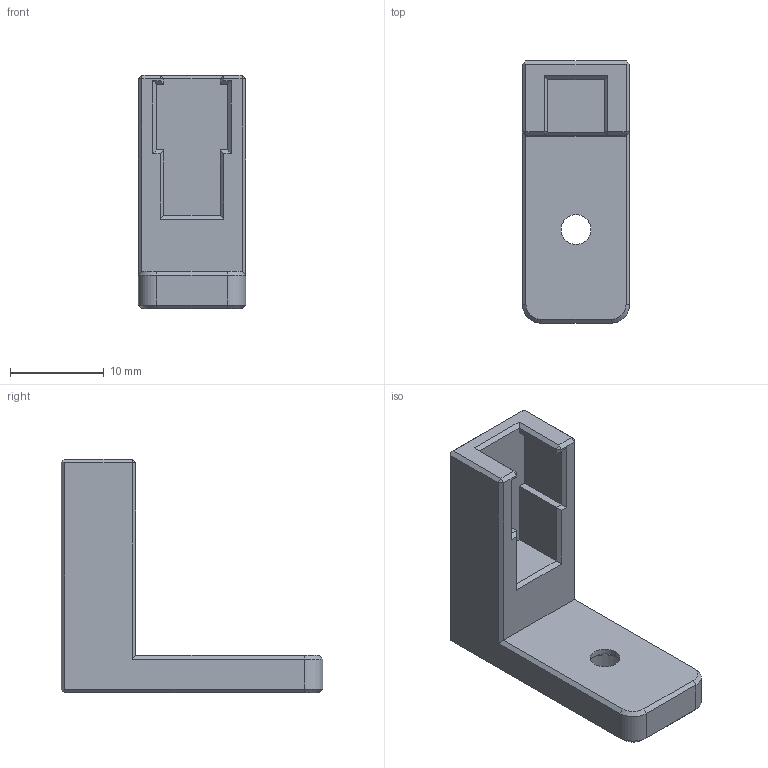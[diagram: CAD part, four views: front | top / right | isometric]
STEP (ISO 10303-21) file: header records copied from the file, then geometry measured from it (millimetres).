
FILE_DESCRIPTION (( 'STEP AP214' ), '1' );
FILE_NAME ('XH Holder.STEP', '2024-04-15T15:57:12', ( '' ), ( '' ), 'SwSTEP 2.0', 'SolidWorks 2021', '' );
FILE_SCHEMA (( 'AUTOMOTIVE_DESIGN' ));
Length unit declared in the file: millimetre
Products named in the file (1): XH Holder
Bounding box: 11.5 x 28 x 25 mm (x, y, z)
Volume: 2468.2 mm3; surface area: 1944.6 mm2
Topology: 1 solids, 1 shells, 69 faces, 160 edges, 94 vertices
Faces by surface type: plane 55, cone 8, cylinder 6
Entity records: 1928 total; most frequent: CARTESIAN_POINT 324, DIRECTION 320, ORIENTED_EDGE 320, EDGE_CURVE 160, LINE 140, VECTOR 140, VERTEX_POINT 94, AXIS2_PLACEMENT_3D 90
